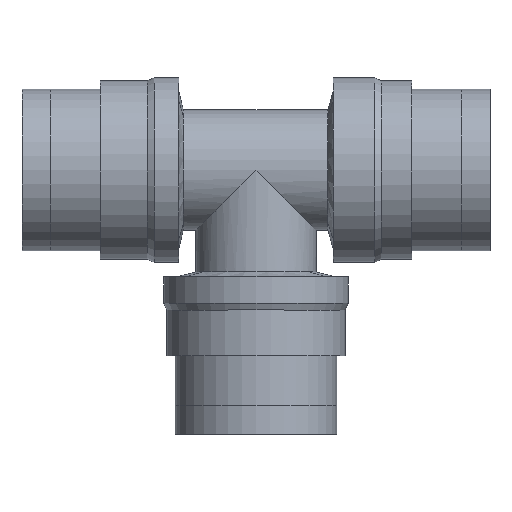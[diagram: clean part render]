
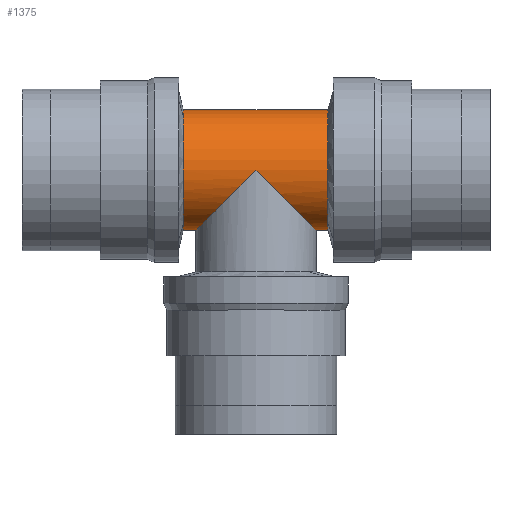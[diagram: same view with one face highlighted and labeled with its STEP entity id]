
A CAD part, top view. The second image highlights one B-rep face of the part: STEP entity #1375.
In plain terms, the highlighted cylindrical face has radius 20.5 mm (diameter 41 mm), a partial arc.
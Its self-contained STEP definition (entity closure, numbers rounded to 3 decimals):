
#100=ELLIPSE('',#1555,28.991,20.5);
#101=ELLIPSE('',#1556,28.991,20.5);
#184=CYLINDRICAL_SURFACE('',#1554,20.5);
#268=FACE_OUTER_BOUND('',#365,.T.);
#365=EDGE_LOOP('',(#1079,#1080,#1081,#1082,#1083,#1084,#1085));
#436=LINE('',#2518,#506);
#437=LINE('',#2523,#507);
#438=LINE('',#2524,#508);
#506=VECTOR('',#1957,304.8);
#507=VECTOR('',#1962,304.8);
#508=VECTOR('',#1963,304.8);
#594=CIRCLE('',#1549,20.5);
#597=CIRCLE('',#1553,20.5);
#672=VERTEX_POINT('',#2507);
#673=VERTEX_POINT('',#2508);
#674=VERTEX_POINT('',#2512);
#675=VERTEX_POINT('',#2513);
#676=VERTEX_POINT('',#2517);
#677=VERTEX_POINT('',#2519);
#678=VERTEX_POINT('',#2521);
#808=EDGE_CURVE('',#672,#673,#594,.T.);
#811=EDGE_CURVE('',#675,#674,#597,.T.);
#812=EDGE_CURVE('',#672,#676,#436,.T.);
#813=EDGE_CURVE('',#676,#677,#100,.T.);
#814=EDGE_CURVE('',#677,#678,#101,.T.);
#815=EDGE_CURVE('',#678,#674,#437,.T.);
#816=EDGE_CURVE('',#675,#673,#438,.T.);
#1079=ORIENTED_EDGE('',*,*,#808,.F.);
#1080=ORIENTED_EDGE('',*,*,#812,.T.);
#1081=ORIENTED_EDGE('',*,*,#813,.T.);
#1082=ORIENTED_EDGE('',*,*,#814,.T.);
#1083=ORIENTED_EDGE('',*,*,#815,.T.);
#1084=ORIENTED_EDGE('',*,*,#811,.F.);
#1085=ORIENTED_EDGE('',*,*,#816,.T.);
#1375=ADVANCED_FACE('',(#268),#184,.T.);
#1549=AXIS2_PLACEMENT_3D('',#2509,#1945,#1946);
#1553=AXIS2_PLACEMENT_3D('',#2515,#1953,#1954);
#1554=AXIS2_PLACEMENT_3D('',#2516,#1955,#1956);
#1555=AXIS2_PLACEMENT_3D('',#2520,#1958,#1959);
#1556=AXIS2_PLACEMENT_3D('',#2522,#1960,#1961);
#1945=DIRECTION('center_axis',(-1.,0.,0.));
#1946=DIRECTION('ref_axis',(0.,1.,0.));
#1953=DIRECTION('center_axis',(1.,0.,0.));
#1954=DIRECTION('ref_axis',(0.,1.,0.));
#1955=DIRECTION('center_axis',(-1.,0.,0.));
#1956=DIRECTION('ref_axis',(0.,1.,0.));
#1957=DIRECTION('',(1.,0.,0.));
#1958=DIRECTION('center_axis',(-0.707,0.707,0.));
#1959=DIRECTION('ref_axis',(0.707,0.707,0.));
#1960=DIRECTION('center_axis',(0.707,0.707,0.));
#1961=DIRECTION('ref_axis',(-0.707,0.707,0.));
#1962=DIRECTION('',(1.,0.,0.));
#1963=DIRECTION('',(-1.,0.,0.));
#2507=CARTESIAN_POINT('',(-27.75,-32.,0.));
#2508=CARTESIAN_POINT('',(-27.75,9.,0.));
#2509=CARTESIAN_POINT('Origin',(-27.75,-11.5,0.));
#2512=CARTESIAN_POINT('',(27.75,-32.,0.));
#2513=CARTESIAN_POINT('',(27.75,9.,0.));
#2515=CARTESIAN_POINT('Origin',(27.75,-11.5,0.));
#2516=CARTESIAN_POINT('Origin',(-27.75,-11.5,0.));
#2517=CARTESIAN_POINT('',(-20.5,-32.,0.));
#2518=CARTESIAN_POINT('',(-27.75,-32.,0.));
#2519=CARTESIAN_POINT('',(0.,-11.5,20.5));
#2520=CARTESIAN_POINT('Origin',(0.,-11.5,
0.));
#2521=CARTESIAN_POINT('',(20.5,-32.,0.));
#2522=CARTESIAN_POINT('Origin',(0.,-11.5,
0.));
#2523=CARTESIAN_POINT('',(20.5,-32.,0.));
#2524=CARTESIAN_POINT('',(-27.75,9.,0.));
